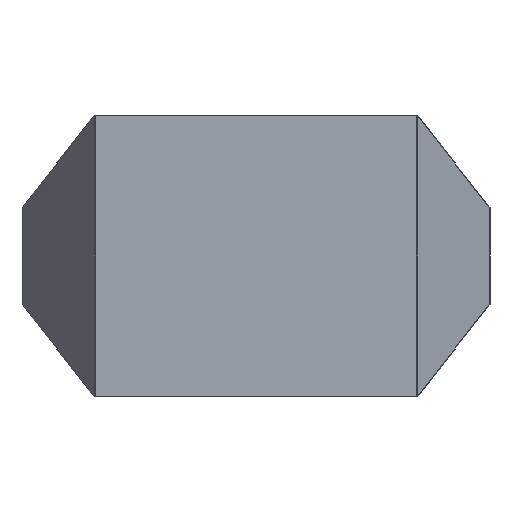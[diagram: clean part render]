
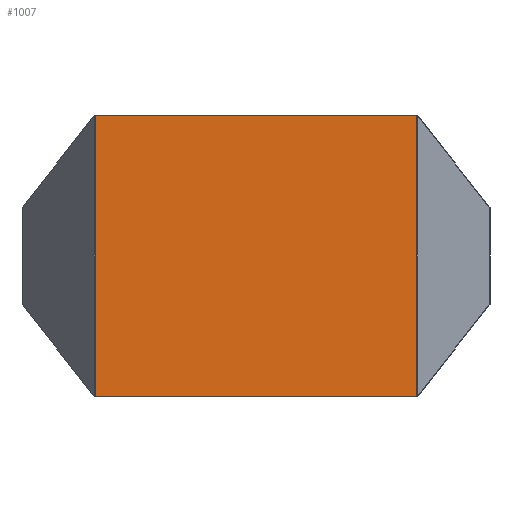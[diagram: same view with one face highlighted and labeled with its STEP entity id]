
A CAD part, front view. The second image highlights one B-rep face of the part: STEP entity #1007.
In plain terms, the highlighted planar face has unit normal (0, -1, 0).
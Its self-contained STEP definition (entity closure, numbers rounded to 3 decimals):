
#103=FACE_OUTER_BOUND('',#163,.T.);
#163=EDGE_LOOP('',(#805,#806,#807,#808));
#252=LINE('',#1660,#368);
#256=LINE('',#1674,#372);
#259=LINE('',#1680,#375);
#260=LINE('',#1681,#376);
#368=VECTOR('',#1277,10.);
#372=VECTOR('',#1295,10.);
#375=VECTOR('',#1300,10.);
#376=VECTOR('',#1301,10.);
#471=VERTEX_POINT('',#1657);
#472=VERTEX_POINT('',#1659);
#475=VERTEX_POINT('',#1673);
#477=VERTEX_POINT('',#1679);
#585=EDGE_CURVE('',#472,#471,#252,.T.);
#592=EDGE_CURVE('',#475,#472,#256,.T.);
#595=EDGE_CURVE('',#471,#477,#259,.T.);
#596=EDGE_CURVE('',#477,#475,#260,.T.);
#805=ORIENTED_EDGE('',*,*,#585,.T.);
#806=ORIENTED_EDGE('',*,*,#595,.T.);
#807=ORIENTED_EDGE('',*,*,#596,.T.);
#808=ORIENTED_EDGE('',*,*,#592,.T.);
#950=PLANE('',#1102);
#1007=ADVANCED_FACE('',(#103),#950,.T.);
#1102=AXIS2_PLACEMENT_3D('',#1678,#1298,#1299);
#1277=DIRECTION('',(0.,0.,1.));
#1295=DIRECTION('',(1.,0.,0.));
#1298=DIRECTION('center_axis',(0.,-1.,0.));
#1299=DIRECTION('ref_axis',(0.,0.,1.));
#1300=DIRECTION('',(-1.,0.,0.));
#1301=DIRECTION('',(0.,0.,-1.));
#1657=CARTESIAN_POINT('',(199.579,-0.4,175.));
#1659=CARTESIAN_POINT('',(199.579,-0.4,-175.));
#1660=CARTESIAN_POINT('',(199.579,-0.4,87.5));
#1673=CARTESIAN_POINT('',(-199.579,-0.4,-175.));
#1674=CARTESIAN_POINT('',(200.,-0.4,-175.));
#1678=CARTESIAN_POINT('Origin',(0.,-0.4,0.));
#1679=CARTESIAN_POINT('',(-199.579,-0.4,175.));
#1680=CARTESIAN_POINT('',(-200.,-0.4,175.));
#1681=CARTESIAN_POINT('',(-199.579,-0.4,-87.5));
